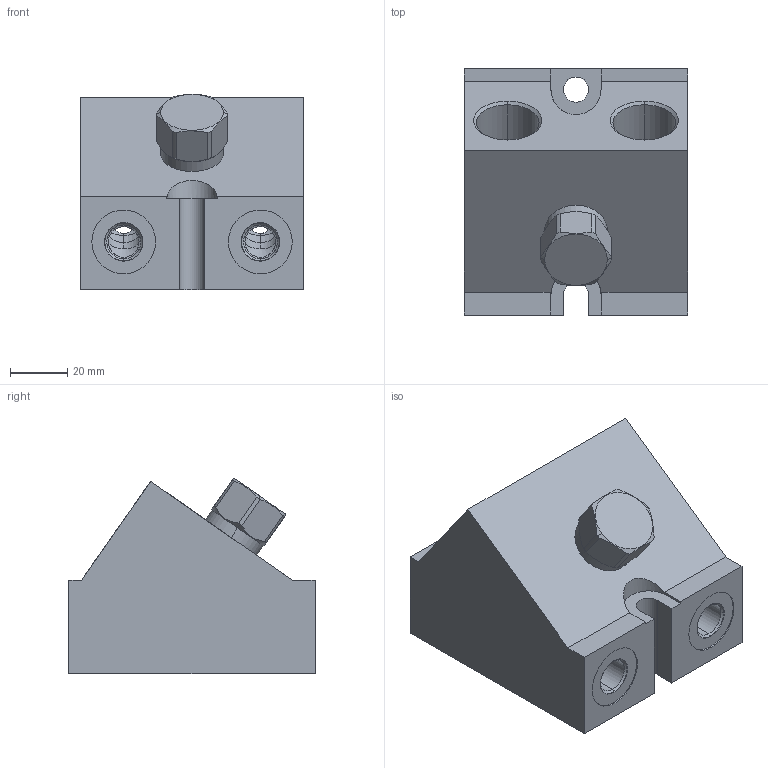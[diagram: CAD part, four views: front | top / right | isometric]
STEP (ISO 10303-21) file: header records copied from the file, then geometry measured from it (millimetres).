
FILE_DESCRIPTION((''),'2;1');
FILE_NAME('MANIFOLD_STP1_ASM','2009-12-09T',('Administrator'),(''),'PRO/ENGINEER BY PARAMETRIC TECHNOLOGY CORPORATION, 2006240','PRO/ENGINEER BY PARAMETRIC TECHNOLOGY CORPORATION, 2006240','');
FILE_SCHEMA(('CONFIG_CONTROL_DESIGN'));
Length unit declared in the file: inch
Products named in the file (3): 151627005D_PRT; XGT_CART_PRT; MANIFOLD_STP1_ASM
Assembly tree (2 placements, depth 2):
  MANIFOLD_STP1_ASM
    151627005D_PRT
    XGT_CART_PRT
Bounding box: 77.77 x 85.85 x 68.1 mm (x, y, z)
Surface area: 52953.5 mm2 (no closed solid volume)
Topology: 0 solids, 11 shells, 253 faces, 621 edges, 388 vertices
Faces by surface type: cylinder 121, cone 64, plane 52, torus 14, sphere 2
Entity records: 8475 total; most frequent: CARTESIAN_POINT 2382, DIRECTION 1312, ORIENTED_EDGE 1204, EDGE_CURVE 617, AXIS2_PLACEMENT_3D 538, VERTEX_POINT 388, EDGE_LOOP 290, CIRCLE 280
